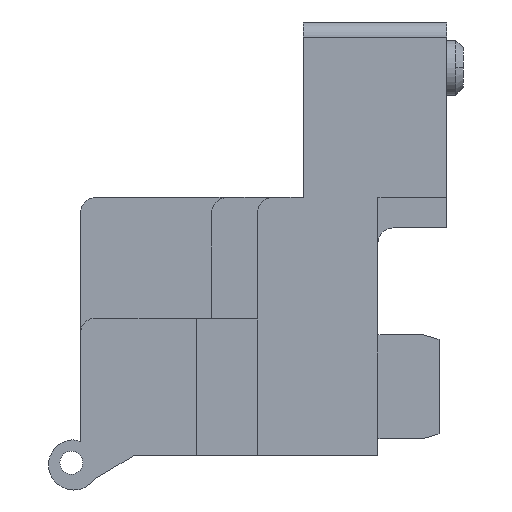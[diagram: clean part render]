
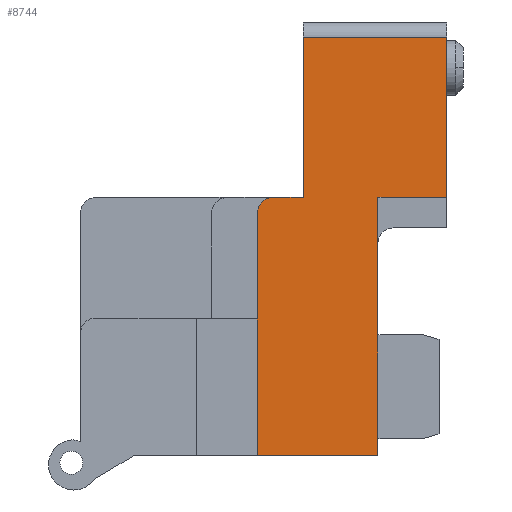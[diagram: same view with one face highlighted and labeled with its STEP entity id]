
A CAD part, left-side view. The second image highlights one B-rep face of the part: STEP entity #8744.
In plain terms, the highlighted planar face has unit normal (-1, 0, 0).
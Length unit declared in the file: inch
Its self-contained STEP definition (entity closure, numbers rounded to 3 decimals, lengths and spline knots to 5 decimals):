
#152 = DIRECTION ( 'NONE',  ( 0., 1., 0. ) ) ;
#243 = VERTEX_POINT ( 'NONE', #9296 ) ;
#723 = EDGE_CURVE ( 'NONE', #31728, #243, #32810, .T. ) ;
#1748 = EDGE_CURVE ( 'NONE', #27515, #10287, #7892, .T. ) ;
#2132 = LINE ( 'NONE', #12333, #22101 ) ;
#2202 = EDGE_CURVE ( 'NONE', #10287, #27528, #2132, .T. ) ;
#2368 = AXIS2_PLACEMENT_3D ( 'NONE', #22104, #32337, #14911 ) ;
#3185 = CARTESIAN_POINT ( 'NONE',  ( -1.71092, 0., 0.7685 ) ) ;
#3541 = DIRECTION ( 'NONE',  ( 0., 1., 0. ) ) ;
#3635 = VERTEX_POINT ( 'NONE', #19247 ) ;
#3687 = ORIENTED_EDGE ( 'NONE', *, *, #723, .F. ) ;
#3728 = CARTESIAN_POINT ( 'NONE',  ( -1.71092, -0.03937, 0.7685 ) ) ;
#4264 = LINE ( 'NONE', #11974, #28710 ) ;
#5685 = EDGE_CURVE ( 'NONE', #243, #26919, #20268, .T. ) ;
#6285 = VECTOR ( 'NONE', #7125, 39.37008 ) ;
#7125 = DIRECTION ( 'NONE',  ( 0., -1., 0. ) ) ;
#7203 = PLANE ( 'NONE',  #2368 ) ;
#7375 = FACE_OUTER_BOUND ( 'NONE', #21175, .T. ) ;
#7892 = CIRCLE ( 'NONE', #18052, 0.03937 ) ;
#8432 = EDGE_CURVE ( 'NONE', #27528, #30553, #4264, .T. ) ;
#8571 = CARTESIAN_POINT ( 'NONE',  ( -1.71092, -0.11811, 1.22137 ) ) ;
#8744 = ADVANCED_FACE ( 'NONE', ( #7375 ), #7203, .F. ) ;
#9296 = CARTESIAN_POINT ( 'NONE',  ( -1.71092, -0.48819, 0.80787 ) ) ;
#10287 = VERTEX_POINT ( 'NONE', #10587 ) ;
#10587 = CARTESIAN_POINT ( 'NONE',  ( -1.71092, -0.03937, 0.80787 ) ) ;
#11278 = ORIENTED_EDGE ( 'NONE', *, *, #20178, .F. ) ;
#11302 = EDGE_CURVE ( 'NONE', #26919, #26136, #22257, .T. ) ;
#11665 = CARTESIAN_POINT ( 'NONE',  ( -1.71092, -0.48819, 1.22137 ) ) ;
#11974 = CARTESIAN_POINT ( 'NONE',  ( -1.71092, -0.11811, 0. ) ) ;
#12181 = CARTESIAN_POINT ( 'NONE',  ( -1.71092, -0.31108, 0.80787 ) ) ;
#12333 = CARTESIAN_POINT ( 'NONE',  ( -1.71092, -0.48819, 0.80787 ) ) ;
#12854 = DIRECTION ( 'NONE',  ( 0., 0., -1. ) ) ;
#13951 = DIRECTION ( 'NONE',  ( 0., 0., -1. ) ) ;
#14020 = VECTOR ( 'NONE', #3541, 39.37008 ) ;
#14770 = CARTESIAN_POINT ( 'NONE',  ( -1.71092, -0.48819, 1.22137 ) ) ;
#14911 = DIRECTION ( 'NONE',  ( 0., 1., 0. ) ) ;
#15036 = DIRECTION ( 'NONE',  ( 0., 0., 1. ) ) ;
#15062 = CARTESIAN_POINT ( 'NONE',  ( -1.71092, -0.48819, 0.80787 ) ) ;
#15372 = DIRECTION ( 'NONE',  ( 0., -1., 0. ) ) ;
#15472 = ORIENTED_EDGE ( 'NONE', *, *, #30904, .F. ) ;
#16639 = ORIENTED_EDGE ( 'NONE', *, *, #8432, .F. ) ;
#16673 = ORIENTED_EDGE ( 'NONE', *, *, #11302, .F. ) ;
#17216 = VECTOR ( 'NONE', #12854, 39.37008 ) ;
#17706 = CARTESIAN_POINT ( 'NONE',  ( -1.71092, 0., 0. ) ) ;
#18052 = AXIS2_PLACEMENT_3D ( 'NONE', #3728, #18988, #13951 ) ;
#18510 = VECTOR ( 'NONE', #30615, 39.37008 ) ;
#18777 = LINE ( 'NONE', #26484, #14020 ) ;
#18988 = DIRECTION ( 'NONE',  ( 1., 0., 0. ) ) ;
#19208 = LINE ( 'NONE', #11665, #6285 ) ;
#19247 = CARTESIAN_POINT ( 'NONE',  ( -1.71092, 0., 0.14233 ) ) ;
#19822 = ORIENTED_EDGE ( 'NONE', *, *, #1748, .F. ) ;
#20178 = EDGE_CURVE ( 'NONE', #26136, #3635, #18777, .T. ) ;
#20268 = LINE ( 'NONE', #15062, #20737 ) ;
#20737 = VECTOR ( 'NONE', #152, 39.37008 ) ;
#21175 = EDGE_LOOP ( 'NONE', ( #16673, #29124, #3687, #15472, #16639, #29838, #19822, #22150, #11278 ) ) ;
#21291 = CARTESIAN_POINT ( 'NONE',  ( -1.71092, -0.11811, 0.80787 ) ) ;
#22101 = VECTOR ( 'NONE', #15372, 39.37008 ) ;
#22104 = CARTESIAN_POINT ( 'NONE',  ( -1.71092, -0.48819, 0. ) ) ;
#22150 = ORIENTED_EDGE ( 'NONE', *, *, #29356, .F. ) ;
#22257 = LINE ( 'NONE', #23071, #18510 ) ;
#23071 = CARTESIAN_POINT ( 'NONE',  ( -1.71092, -0.31108, 0. ) ) ;
#25041 = DIRECTION ( 'NONE',  ( 0., 0., 1. ) ) ;
#25090 = LINE ( 'NONE', #17706, #27572 ) ;
#25751 = CARTESIAN_POINT ( 'NONE',  ( -1.71092, -0.48819, 0. ) ) ;
#26136 = VERTEX_POINT ( 'NONE', #27980 ) ;
#26484 = CARTESIAN_POINT ( 'NONE',  ( -1.71092, 0., 0.14233 ) ) ;
#26919 = VERTEX_POINT ( 'NONE', #12181 ) ;
#27515 = VERTEX_POINT ( 'NONE', #3185 ) ;
#27528 = VERTEX_POINT ( 'NONE', #21291 ) ;
#27572 = VECTOR ( 'NONE', #15036, 39.37008 ) ;
#27980 = CARTESIAN_POINT ( 'NONE',  ( -1.71092, -0.31108, 0.14233 ) ) ;
#28710 = VECTOR ( 'NONE', #25041, 39.37008 ) ;
#29124 = ORIENTED_EDGE ( 'NONE', *, *, #5685, .F. ) ;
#29356 = EDGE_CURVE ( 'NONE', #3635, #27515, #25090, .T. ) ;
#29838 = ORIENTED_EDGE ( 'NONE', *, *, #2202, .F. ) ;
#30553 = VERTEX_POINT ( 'NONE', #8571 ) ;
#30615 = DIRECTION ( 'NONE',  ( 0., 0., -1. ) ) ;
#30904 = EDGE_CURVE ( 'NONE', #30553, #31728, #19208, .T. ) ;
#31728 = VERTEX_POINT ( 'NONE', #14770 ) ;
#32337 = DIRECTION ( 'NONE',  ( 1., 0., 0. ) ) ;
#32810 = LINE ( 'NONE', #25751, #17216 ) ;
